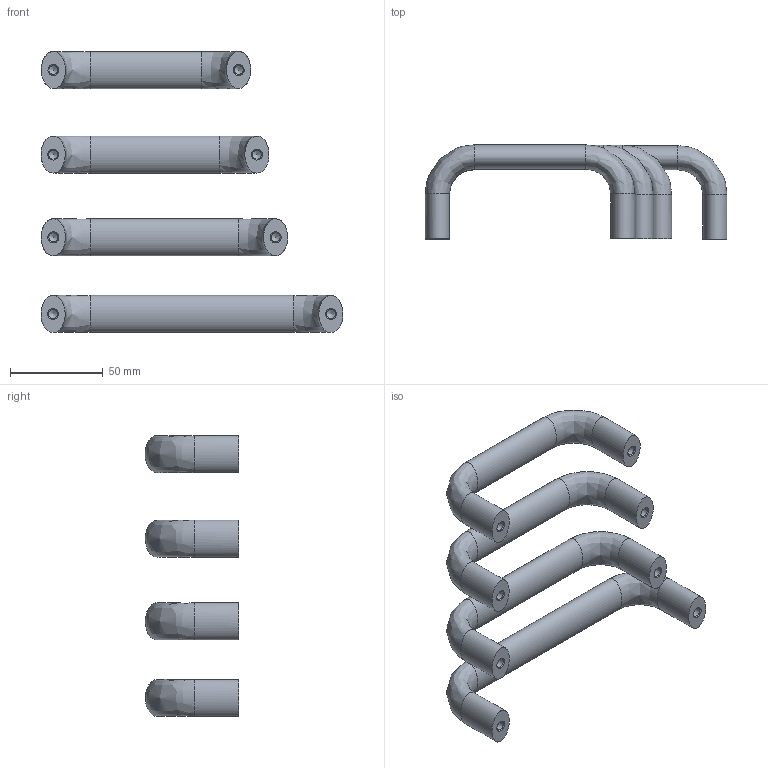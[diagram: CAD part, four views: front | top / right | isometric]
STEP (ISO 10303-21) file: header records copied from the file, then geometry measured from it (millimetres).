
FILE_DESCRIPTION(/* description */ (''),/* implementation_level */ '2;1');
FILE_NAME(/* name */ 'DR_A-GA20_M.stp',/* time_stamp */ '2023-06-27T09:30:21+09:00',/* author */ ('user'),/* organization */ (''),/* preprocessor_version */ 'ST-DEVELOPER v15.6',/* originating_system */ 'Autodesk Inventor 2015',/* authorisation */ '');
FILE_SCHEMA (('AUTOMOTIVE_DESIGN { 1 0 10303 214 3 1 1 }'));
Length unit declared in the file: millimetre
Products named in the file (5): A-GA20-110; A-GA20-120; A-GA20-150; A-GA20-100-1; DR_A-GA20_M
Bounding box: 162.99 x 50.68 x 151.66 mm (x, y, z)
Volume: 153247.3 mm3; surface area: 43688.4 mm2
Topology: 4 solids, 4 shells, 52 faces, 124 edges, 80 vertices
Faces by surface type: bspline 20, cone 16, cylinder 8, plane 8
Full cylindrical faces by diameter (mm): 4.917 x8
Entity records: 1732 total; most frequent: CARTESIAN_POINT 621, DIRECTION 238, ORIENTED_EDGE 168, AXIS2_PLACEMENT_3D 113, EDGE_CURVE 84, EDGE_LOOP 76, VERTEX_POINT 64, FACE_OUTER_BOUND 52
